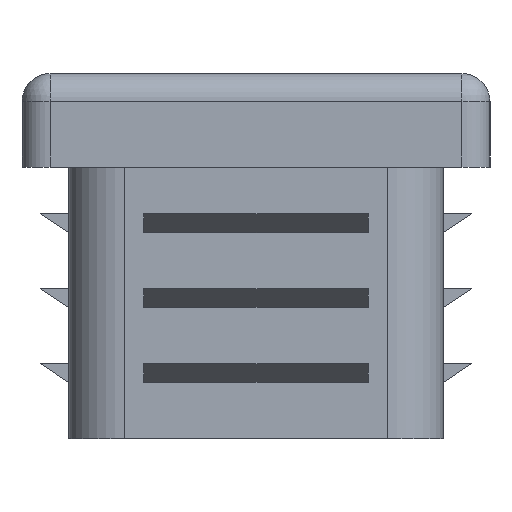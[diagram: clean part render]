
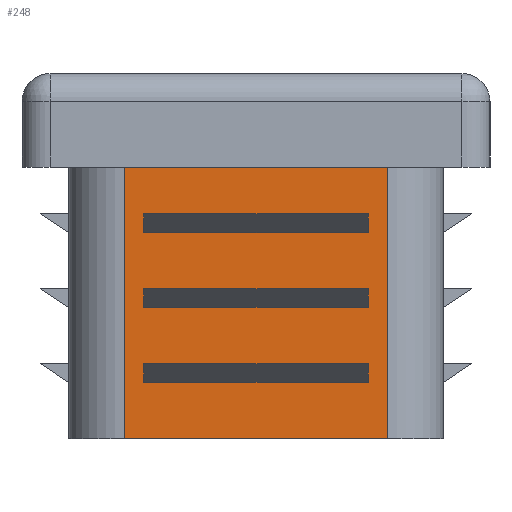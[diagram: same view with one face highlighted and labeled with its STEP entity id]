
A CAD part, left-side view. The second image highlights one B-rep face of the part: STEP entity #248.
In plain terms, the highlighted planar face has unit normal (-1, 0, 0).
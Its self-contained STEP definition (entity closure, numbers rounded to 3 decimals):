
#248 = ADVANCED_FACE( '', ( #514, #515, #516, #517 ), #518, .F. );
#514 = FACE_BOUND( '', #787, .T. );
#515 = FACE_BOUND( '', #788, .T. );
#516 = FACE_BOUND( '', #789, .T. );
#517 = FACE_OUTER_BOUND( '', #790, .T. );
#518 = PLANE( '', #791 );
#787 = EDGE_LOOP( '', ( #1433, #1434, #1435, #1436 ) );
#788 = EDGE_LOOP( '', ( #1437, #1438, #1439, #1440 ) );
#789 = EDGE_LOOP( '', ( #1441, #1442, #1443, #1444 ) );
#790 = EDGE_LOOP( '', ( #1445, #1446, #1447, #1448 ) );
#791 = AXIS2_PLACEMENT_3D( '', #1449, #1450, #1451 );
#1433 = ORIENTED_EDGE( '', *, *, #1585, .F. );
#1434 = ORIENTED_EDGE( '', *, *, #1736, .F. );
#1435 = ORIENTED_EDGE( '', *, *, #1806, .T. );
#1436 = ORIENTED_EDGE( '', *, *, #1785, .T. );
#1437 = ORIENTED_EDGE( '', *, *, #1660, .F. );
#1438 = ORIENTED_EDGE( '', *, *, #1662, .F. );
#1439 = ORIENTED_EDGE( '', *, *, #1793, .T. );
#1440 = ORIENTED_EDGE( '', *, *, #1801, .T. );
#1441 = ORIENTED_EDGE( '', *, *, #1779, .F. );
#1442 = ORIENTED_EDGE( '', *, *, #1692, .F. );
#1443 = ORIENTED_EDGE( '', *, *, #1783, .T. );
#1444 = ORIENTED_EDGE( '', *, *, #1811, .T. );
#1445 = ORIENTED_EDGE( '', *, *, #1745, .F. );
#1446 = ORIENTED_EDGE( '', *, *, #1687, .T. );
#1447 = ORIENTED_EDGE( '', *, *, #1610, .T. );
#1448 = ORIENTED_EDGE( '', *, *, #1790, .T. );
#1449 = CARTESIAN_POINT( '', ( -37.5, 10., 14.5 ) );
#1450 = DIRECTION( '', ( 1., 0., 0. ) );
#1451 = DIRECTION( '', ( 0., 1., 0. ) );
#1585 = EDGE_CURVE( '', #1883, #1878, #1885, .T. );
#1610 = EDGE_CURVE( '', #1930, #1931, #1932, .T. );
#1660 = EDGE_CURVE( '', #2014, #2009, #2016, .T. );
#1662 = EDGE_CURVE( '', #2018, #2014, #2019, .T. );
#1687 = EDGE_CURVE( '', #2054, #1930, #2056, .T. );
#1692 = EDGE_CURVE( '', #2061, #2062, #2063, .T. );
#1736 = EDGE_CURVE( '', #2122, #1883, #2123, .T. );
#1745 = EDGE_CURVE( '', #2054, #2134, #2135, .T. );
#1779 = EDGE_CURVE( '', #2062, #2171, #2175, .T. );
#1783 = EDGE_CURVE( '', #2061, #2178, #2180, .T. );
#1785 = EDGE_CURVE( '', #2182, #1878, #2183, .T. );
#1790 = EDGE_CURVE( '', #1931, #2134, #2188, .F. );
#1793 = EDGE_CURVE( '', #2018, #2190, #2192, .T. );
#1801 = EDGE_CURVE( '', #2190, #2009, #2201, .T. );
#1806 = EDGE_CURVE( '', #2122, #2182, #2206, .T. );
#1811 = EDGE_CURVE( '', #2178, #2171, #2211, .T. );
#1878 = VERTEX_POINT( '', #2298 );
#1883 = VERTEX_POINT( '', #2305 );
#1885 = LINE( '', #2308, #2309 );
#1930 = VERTEX_POINT( '', #2372 );
#1931 = VERTEX_POINT( '', #2373 );
#1932 = LINE( '', #2374, #2375 );
#2009 = VERTEX_POINT( '', #2480 );
#2014 = VERTEX_POINT( '', #2487 );
#2016 = LINE( '', #2490, #2491 );
#2018 = VERTEX_POINT( '', #2493 );
#2019 = LINE( '', #2494, #2495 );
#2054 = VERTEX_POINT( '', #2548 );
#2056 = LINE( '', #2550, #2551 );
#2061 = VERTEX_POINT( '', #2558 );
#2062 = VERTEX_POINT( '', #2559 );
#2063 = LINE( '', #2560, #2561 );
#2122 = VERTEX_POINT( '', #2640 );
#2123 = LINE( '', #2641, #2642 );
#2134 = VERTEX_POINT( '', #2656 );
#2135 = LINE( '', #2657, #2658 );
#2171 = VERTEX_POINT( '', #2711 );
#2175 = LINE( '', #2717, #2718 );
#2178 = VERTEX_POINT( '', #2721 );
#2180 = LINE( '', #2724, #2725 );
#2182 = VERTEX_POINT( '', #2727 );
#2183 = LINE( '', #2728, #2729 );
#2188 = LINE( '', #2735, #2736 );
#2190 = VERTEX_POINT( '', #2738 );
#2192 = LINE( '', #2741, #2742 );
#2201 = LINE( '', #2754, #2755 );
#2206 = LINE( '', #2760, #2761 );
#2211 = LINE( '', #2767, #2768 );
#2298 = CARTESIAN_POINT( '', ( -37.5, 6., 4. ) );
#2305 = CARTESIAN_POINT( '', ( -37.5, -6., 4. ) );
#2308 = CARTESIAN_POINT( '', ( -37.5, -6., 4. ) );
#2309 = VECTOR( '', #2817, 1000. );
#2372 = CARTESIAN_POINT( '', ( -37.5, 7., 0. ) );
#2373 = CARTESIAN_POINT( '', ( -37.5, -7., 0. ) );
#2374 = CARTESIAN_POINT( '', ( -37.5, 10., 0. ) );
#2375 = VECTOR( '', #2848, 1000. );
#2480 = CARTESIAN_POINT( '', ( -37.5, 6., 8. ) );
#2487 = CARTESIAN_POINT( '', ( -37.5, -6., 8. ) );
#2490 = CARTESIAN_POINT( '', ( -37.5, -6., 8. ) );
#2491 = VECTOR( '', #2910, 1000. );
#2493 = CARTESIAN_POINT( '', ( -37.5, -6., 7. ) );
#2494 = CARTESIAN_POINT( '', ( -37.5, -6., 7. ) );
#2495 = VECTOR( '', #2911, 1000. );
#2548 = CARTESIAN_POINT( '', ( -37.5, 7., 14.5 ) );
#2550 = CARTESIAN_POINT( '', ( -37.5, 7., 14.5 ) );
#2551 = VECTOR( '', #2933, 1000. );
#2558 = CARTESIAN_POINT( '', ( -37.5, -6., 11. ) );
#2559 = CARTESIAN_POINT( '', ( -37.5, -6., 12. ) );
#2560 = CARTESIAN_POINT( '', ( -37.5, -6., 11. ) );
#2561 = VECTOR( '', #2936, 1000. );
#2640 = CARTESIAN_POINT( '', ( -37.5, -6., 3. ) );
#2641 = CARTESIAN_POINT( '', ( -37.5, -6., 3. ) );
#2642 = VECTOR( '', #2987, 1000. );
#2656 = CARTESIAN_POINT( '', ( -37.5, -7., 14.5 ) );
#2657 = CARTESIAN_POINT( '', ( -37.5, 10., 14.5 ) );
#2658 = VECTOR( '', #3003, 1000. );
#2711 = CARTESIAN_POINT( '', ( -37.5, 6., 12. ) );
#2717 = CARTESIAN_POINT( '', ( -37.5, -6., 12. ) );
#2718 = VECTOR( '', #3026, 1000. );
#2721 = CARTESIAN_POINT( '', ( -37.5, 6., 11. ) );
#2724 = CARTESIAN_POINT( '', ( -37.5, -6., 11. ) );
#2725 = VECTOR( '', #3028, 1000. );
#2727 = CARTESIAN_POINT( '', ( -37.5, 6., 3. ) );
#2728 = CARTESIAN_POINT( '', ( -37.5, 6., 3. ) );
#2729 = VECTOR( '', #3029, 1000. );
#2735 = CARTESIAN_POINT( '', ( -37.5, -7., 14.5 ) );
#2736 = VECTOR( '', #3031, 1000. );
#2738 = CARTESIAN_POINT( '', ( -37.5, 6., 7. ) );
#2741 = CARTESIAN_POINT( '', ( -37.5, -6., 7. ) );
#2742 = VECTOR( '', #3033, 1000. );
#2754 = CARTESIAN_POINT( '', ( -37.5, 6., 7. ) );
#2755 = VECTOR( '', #3037, 1000. );
#2760 = CARTESIAN_POINT( '', ( -37.5, -6., 3. ) );
#2761 = VECTOR( '', #3038, 1000. );
#2767 = CARTESIAN_POINT( '', ( -37.5, 6., 11. ) );
#2768 = VECTOR( '', #3040, 1000. );
#2817 = DIRECTION( '', ( 0., 1., 0. ) );
#2848 = DIRECTION( '', ( 0., -1., 0. ) );
#2910 = DIRECTION( '', ( 0., 1., 0. ) );
#2911 = DIRECTION( '', ( 0., 0., 1. ) );
#2933 = DIRECTION( '', ( 0., 0., -1. ) );
#2936 = DIRECTION( '', ( 0., 0., 1. ) );
#2987 = DIRECTION( '', ( 0., 0., 1. ) );
#3003 = DIRECTION( '', ( 0., -1., 0. ) );
#3026 = DIRECTION( '', ( 0., 1., 0. ) );
#3028 = DIRECTION( '', ( 0., 1., 0. ) );
#3029 = DIRECTION( '', ( 0., 0., 1. ) );
#3031 = DIRECTION( '', ( 0., 0., -1. ) );
#3033 = DIRECTION( '', ( 0., 1., 0. ) );
#3037 = DIRECTION( '', ( 0., 0., 1. ) );
#3038 = DIRECTION( '', ( 0., 1., 0. ) );
#3040 = DIRECTION( '', ( 0., 0., 1. ) );
